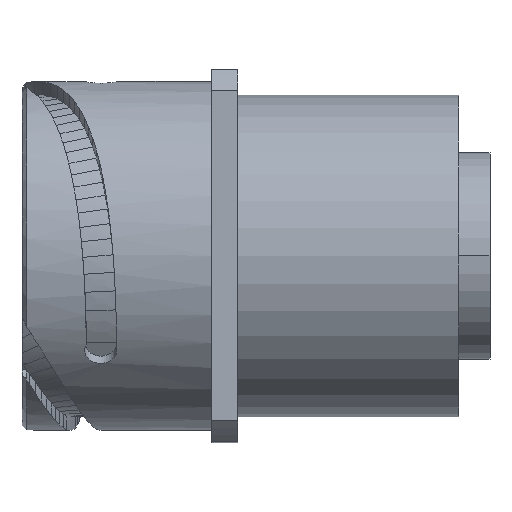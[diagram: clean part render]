
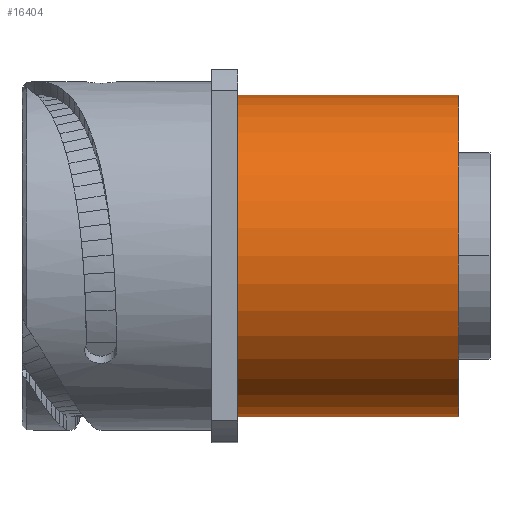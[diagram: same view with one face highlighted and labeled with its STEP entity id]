
A CAD part, top view. The second image highlights one B-rep face of the part: STEP entity #16404.
In plain terms, the highlighted cylindrical face has radius 24.6 mm (diameter 49.2 mm), a partial arc.
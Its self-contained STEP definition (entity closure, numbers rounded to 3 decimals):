
#3136=CARTESIAN_POINT('',(33.,0.,0.));
#3137=DIRECTION('',(1.,0.,0.));
#3138=DIRECTION('',(0.,1.,0.));
#3139=AXIS2_PLACEMENT_3D('',#3136,#3137,#3138);
#3326=CARTESIAN_POINT('',(66.8,0.,0.));
#3327=DIRECTION('',(1.,0.,0.));
#3328=DIRECTION('',(0.,1.,0.));
#3329=AXIS2_PLACEMENT_3D('',#3326,#3327,#3328);
#3331=DIRECTION('',(-1.,0.,0.));
#3332=VECTOR('',#3331,33.8);
#3333=CARTESIAN_POINT('',(66.8,24.6,0.));
#3334=LINE('644',#3333,#3332);
#3335=DIRECTION('',(-1.,0.,0.));
#3336=VECTOR('',#3335,33.8);
#3337=CARTESIAN_POINT('',(66.8,-24.6,0.));
#3338=LINE('645',#3337,#3336);
#7365=CARTESIAN_POINT('',(66.8,24.6,0.));
#7366=CARTESIAN_POINT('',(33.,24.6,0.));
#7367=VERTEX_POINT('',#7365);
#7368=VERTEX_POINT('',#7366);
#7369=CARTESIAN_POINT('',(66.8,-24.6,0.));
#7370=CARTESIAN_POINT('',(33.,-24.6,0.));
#7371=VERTEX_POINT('',#7369);
#7372=VERTEX_POINT('',#7370);
#16390=CARTESIAN_POINT('',(-3.34,0.,0.));
#16391=DIRECTION('',(1.,0.,0.));
#16392=DIRECTION('',(0.,-1.,0.));
#16393=AXIS2_PLACEMENT_3D('',#16390,#16391,#16392);
#16394=CYLINDRICAL_SURFACE('247',#16393,24.6);
#16396=ORIENTED_EDGE('644',*,*,#16395,.F.);
#16398=ORIENTED_EDGE('646',*,*,#16397,.T.);
#16400=ORIENTED_EDGE('645',*,*,#16399,.T.);
#16401=ORIENTED_EDGE('1224',*,*,#16213,.F.);
#16402=EDGE_LOOP('247',(#16396,#16398,#16400,#16401));
#16403=FACE_OUTER_BOUND('247',#16402,.F.);
#3140=CIRCLE('1224',#3139,24.6);
#3330=CIRCLE('646',#3329,24.6);
#16213=EDGE_CURVE('1224',#7368,#7372,#3140,.T.);
#16395=EDGE_CURVE('644',#7367,#7368,#3334,.T.);
#16397=EDGE_CURVE('646',#7367,#7371,#3330,.T.);
#16399=EDGE_CURVE('645',#7371,#7372,#3338,.T.);
#16404=ADVANCED_FACE('247',(#16403),#16394,.T.);
